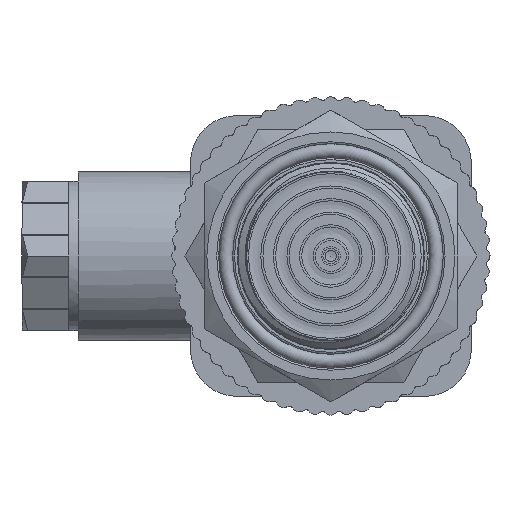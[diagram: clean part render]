
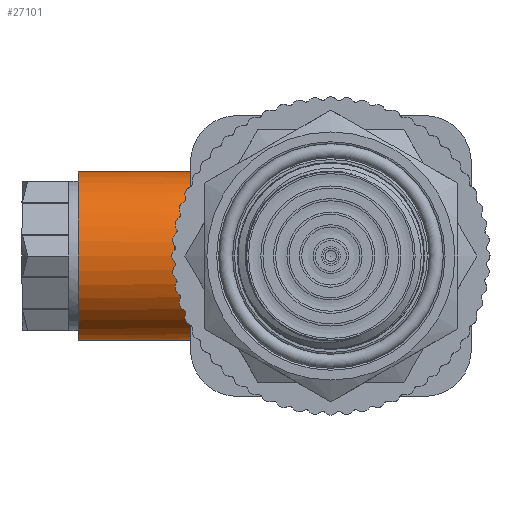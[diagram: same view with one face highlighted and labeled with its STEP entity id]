
A CAD part, left-side view. The second image highlights one B-rep face of the part: STEP entity #27101.
In plain terms, the highlighted cylindrical face has radius 9 mm (diameter 18 mm), a full revolution.
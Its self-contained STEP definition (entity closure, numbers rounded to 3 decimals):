
#2513=FACE_OUTER_BOUND('',#4065,.T.);
#4065=EDGE_LOOP('',(#22059,#22060,#22061,#22062,#22063,#22064,#22065));
#5091=CIRCLE('',#28367,9.);
#5092=CIRCLE('',#28368,9.);
#5117=CIRCLE('',#28449,9.);
#6388=B_SPLINE_CURVE_WITH_KNOTS('',3,(#90301,#90302,#90303,#90304,#90305,
#90306,#90307,#90308,#90309,#90310),.UNSPECIFIED.,.F.,.F.,(4,2,1,1,1,1,
4),(-0.002,0.,0.204,0.408,0.611,
0.815,1.019),.UNSPECIFIED.);
#6389=B_SPLINE_CURVE_WITH_KNOTS('',3,(#90379,#90380,#90381,#90382,#90383,
#90384,#90385,#90386,#90387,#90388,#90389,#90390),.UNSPECIFIED.,.F.,.F.,
(4,1,1,1,1,1,1,2,4),(0.,0.204,0.306,
0.408,0.509,0.611,0.815,
1.019,1.02),.UNSPECIFIED.);
#7684=LINE('',#90718,#9810);
#9810=VECTOR('',#31508,9.);
#12054=VERTEX_POINT('',#87844);
#12315=VERTEX_POINT('',#90299);
#12316=VERTEX_POINT('',#90312);
#12318=VERTEX_POINT('',#90316);
#12409=VERTEX_POINT('',#90716);
#15703=EDGE_CURVE('',#12054,#12315,#6388,.T.);
#15706=EDGE_CURVE('',#12315,#12318,#5091,.T.);
#15707=EDGE_CURVE('',#12318,#12316,#5092,.T.);
#15708=EDGE_CURVE('',#12316,#12054,#6389,.T.);
#15853=EDGE_CURVE('',#12409,#12409,#5117,.T.);
#15854=EDGE_CURVE('',#12409,#12318,#7684,.T.);
#22059=ORIENTED_EDGE('',*,*,#15853,.F.);
#22060=ORIENTED_EDGE('',*,*,#15854,.T.);
#22061=ORIENTED_EDGE('',*,*,#15706,.F.);
#22062=ORIENTED_EDGE('',*,*,#15703,.F.);
#22063=ORIENTED_EDGE('',*,*,#15708,.F.);
#22064=ORIENTED_EDGE('',*,*,#15707,.F.);
#22065=ORIENTED_EDGE('',*,*,#15854,.F.);
#26219=CYLINDRICAL_SURFACE('',#28448,9.);
#27101=ADVANCED_FACE('',(#2513),#26219,.T.);
#28367=AXIS2_PLACEMENT_3D('',#90317,#31235,#31236);
#28368=AXIS2_PLACEMENT_3D('',#90318,#31237,#31238);
#28448=AXIS2_PLACEMENT_3D('',#90715,#31504,#31505);
#28449=AXIS2_PLACEMENT_3D('',#90717,#31506,#31507);
#31235=DIRECTION('center_axis',(0.,0.,-1.));
#31236=DIRECTION('ref_axis',(1.,0.,0.));
#31237=DIRECTION('center_axis',(0.,0.,-1.));
#31238=DIRECTION('ref_axis',(1.,0.,0.));
#31504=DIRECTION('center_axis',(0.,0.,1.));
#31505=DIRECTION('ref_axis',(-1.,0.,0.));
#31506=DIRECTION('center_axis',(0.,0.,1.));
#31507=DIRECTION('ref_axis',(-1.,0.,0.));
#31508=DIRECTION('',(0.,0.,-1.));
#87844=CARTESIAN_POINT('',(-28.,0.,10.5));
#90299=CARTESIAN_POINT('',(-24.4,7.2,14.5));
#90301=CARTESIAN_POINT('Ctrl Pts',(-28.,0.,10.5));
#90302=CARTESIAN_POINT('Ctrl Pts',(-28.,0.004,10.503));
#90303=CARTESIAN_POINT('Ctrl Pts',(-28.,0.008,
10.505));
#90304=CARTESIAN_POINT('Ctrl Pts',(-27.999,0.528,
10.871));
#90305=CARTESIAN_POINT('Ctrl Pts',(-27.909,1.565,11.599));
#90306=CARTESIAN_POINT('Ctrl Pts',(-27.501,3.098,12.639));
#90307=CARTESIAN_POINT('Ctrl Pts',(-26.801,4.592,13.566));
#90308=CARTESIAN_POINT('Ctrl Pts',(-25.787,6.,14.28));
#90309=CARTESIAN_POINT('Ctrl Pts',(-24.889,6.833,14.5));
#90310=CARTESIAN_POINT('Ctrl Pts',(-24.4,7.2,14.5));
#90312=CARTESIAN_POINT('',(-24.4,-7.2,14.5));
#90316=CARTESIAN_POINT('',(-10.,0.,14.5));
#90317=CARTESIAN_POINT('Origin',(-19.,0.,14.5));
#90318=CARTESIAN_POINT('Origin',(-19.,0.,14.5));
#90379=CARTESIAN_POINT('Ctrl Pts',(-24.4,-7.2,14.5));
#90380=CARTESIAN_POINT('Ctrl Pts',(-24.889,-6.833,
14.5));
#90381=CARTESIAN_POINT('Ctrl Pts',(-25.563,-6.207,
14.335));
#90382=CARTESIAN_POINT('Ctrl Pts',(-26.294,-5.296,
13.923));
#90383=CARTESIAN_POINT('Ctrl Pts',(-26.763,-4.579,
13.539));
#90384=CARTESIAN_POINT('Ctrl Pts',(-27.15,-3.846,
13.104));
#90385=CARTESIAN_POINT('Ctrl Pts',(-27.569,-2.842,
12.466));
#90386=CARTESIAN_POINT('Ctrl Pts',(-27.909,-1.565,
11.6));
#90387=CARTESIAN_POINT('Ctrl Pts',(-27.999,-0.528,
10.871));
#90388=CARTESIAN_POINT('Ctrl Pts',(-28.,-0.008,
10.505));
#90389=CARTESIAN_POINT('Ctrl Pts',(-28.,-0.004,10.503));
#90390=CARTESIAN_POINT('Ctrl Pts',(-28.,0.,10.5));
#90715=CARTESIAN_POINT('Origin',(-19.,0.,13.5));
#90716=CARTESIAN_POINT('',(-10.,0.,27.));
#90717=CARTESIAN_POINT('Origin',(-19.,0.,27.));
#90718=CARTESIAN_POINT('',(-10.,0.,13.5));
